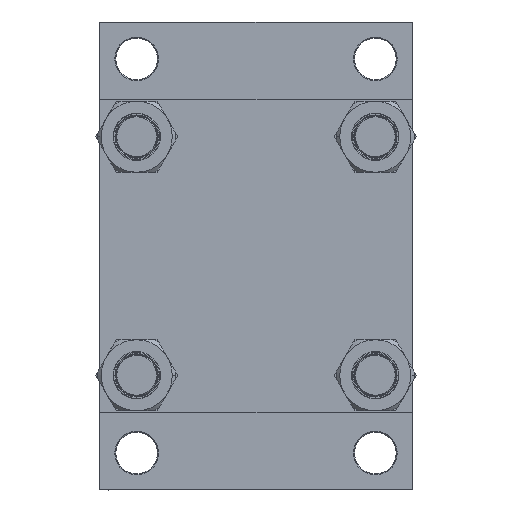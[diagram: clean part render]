
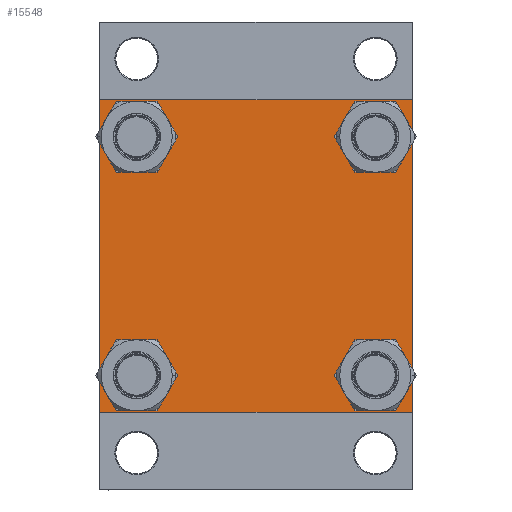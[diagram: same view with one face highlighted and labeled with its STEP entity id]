
A CAD part, left-side view. The second image highlights one B-rep face of the part: STEP entity #15548.
In plain terms, the highlighted planar face has unit normal (-1, 0, 0).
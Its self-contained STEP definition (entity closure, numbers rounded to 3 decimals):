
#31 = CARTESIAN_POINT ( 'NONE',  ( 0., -62.95, -62.95 ) ) ;
#95 = VERTEX_POINT ( 'NONE', #18945 ) ;
#740 = DIRECTION ( 'NONE',  ( 1., 0., 0. ) ) ;
#1284 = ORIENTED_EDGE ( 'NONE', *, *, #1980, .F. ) ;
#1385 = CIRCLE ( 'NONE', #19315, 11.5 ) ;
#1694 = DIRECTION ( 'NONE',  ( 0., 0., 1. ) ) ;
#1757 = CARTESIAN_POINT ( 'NONE',  ( 0., 62.95, -62.95 ) ) ;
#1980 = EDGE_CURVE ( 'NONE', #95, #41524, #29031, .T. ) ;
#2184 = ORIENTED_EDGE ( 'NONE', *, *, #5289, .T. ) ;
#2254 = DIRECTION ( 'NONE',  ( 1., 0., 0. ) ) ;
#2340 = EDGE_CURVE ( 'NONE', #14256, #23006, #44613, .T. ) ;
#2504 = VECTOR ( 'NONE', #39773, 1000. ) ;
#2555 = DIRECTION ( 'NONE',  ( 1., 0., 0. ) ) ;
#3058 = CARTESIAN_POINT ( 'NONE',  ( 0., 62.95, 62.95 ) ) ;
#3284 = LINE ( 'NONE', #37361, #29439 ) ;
#4005 = DIRECTION ( 'NONE',  ( 0., -1., 0. ) ) ;
#4233 = EDGE_CURVE ( 'NONE', #30336, #12493, #9260, .T. ) ;
#5092 = EDGE_LOOP ( 'NONE', ( #26856, #16687 ) ) ;
#5128 = VERTEX_POINT ( 'NONE', #37950 ) ;
#5289 = EDGE_CURVE ( 'NONE', #95, #12493, #35497, .T. ) ;
#5609 = FACE_BOUND ( 'NONE', #25308, .T. ) ;
#5736 = EDGE_CURVE ( 'NONE', #30336, #33358, #28420, .T. ) ;
#6088 = DIRECTION ( 'NONE',  ( 0., -1., 0. ) ) ;
#6220 = LINE ( 'NONE', #21084, #46518 ) ;
#8643 = ORIENTED_EDGE ( 'NONE', *, *, #36645, .T. ) ;
#8650 = ORIENTED_EDGE ( 'NONE', *, *, #28454, .T. ) ;
#8777 = CARTESIAN_POINT ( 'NONE',  ( 0., 0., 0. ) ) ;
#9020 = CARTESIAN_POINT ( 'NONE',  ( 0., -62.95, 62.95 ) ) ;
#9260 = LINE ( 'NONE', #46494, #36810 ) ;
#9300 = AXIS2_PLACEMENT_3D ( 'NONE', #29473, #26541, #41366 ) ;
#9937 = DIRECTION ( 'NONE',  ( 0., 0.707, 0.707 ) ) ;
#10076 = ORIENTED_EDGE ( 'NONE', *, *, #5736, .T. ) ;
#10409 = VECTOR ( 'NONE', #9937, 1000. ) ;
#12485 = ORIENTED_EDGE ( 'NONE', *, *, #18495, .T. ) ;
#12493 = VERTEX_POINT ( 'NONE', #19540 ) ;
#12919 = DIRECTION ( 'NONE',  ( -1., 0., 0. ) ) ;
#13076 = VERTEX_POINT ( 'NONE', #37970 ) ;
#13163 = PLANE ( 'NONE',  #43589 ) ;
#13251 = ORIENTED_EDGE ( 'NONE', *, *, #4233, .F. ) ;
#13398 = CARTESIAN_POINT ( 'NONE',  ( 0., 82.25, -82.25 ) ) ;
#13860 = ORIENTED_EDGE ( 'NONE', *, *, #37731, .T. ) ;
#13971 = CARTESIAN_POINT ( 'NONE',  ( 0., -62.95, 62.95 ) ) ;
#14256 = VERTEX_POINT ( 'NONE', #41736 ) ;
#14402 = VERTEX_POINT ( 'NONE', #36147 ) ;
#14903 = DIRECTION ( 'NONE',  ( 0., 0., 1. ) ) ;
#15179 = CIRCLE ( 'NONE', #22177, 11.5 ) ;
#15495 = CARTESIAN_POINT ( 'NONE',  ( 0., 82.5, -82. ) ) ;
#15548 = ADVANCED_FACE ( 'NONE', ( #27767, #38242, #42116, #5609, #35069 ), #13163, .T. ) ;
#16116 = EDGE_CURVE ( 'NONE', #13076, #17973, #47516, .T. ) ;
#16558 = DIRECTION ( 'NONE',  ( 0., -0.707, -0.707 ) ) ;
#16687 = ORIENTED_EDGE ( 'NONE', *, *, #16116, .T. ) ;
#17180 = DIRECTION ( 'NONE',  ( 0., -0.707, 0.707 ) ) ;
#17771 = EDGE_LOOP ( 'NONE', ( #32672, #8643 ) ) ;
#17941 = CARTESIAN_POINT ( 'NONE',  ( 0., 62.95, -51.45 ) ) ;
#17973 = VERTEX_POINT ( 'NONE', #17941 ) ;
#17994 = AXIS2_PLACEMENT_3D ( 'NONE', #1757, #2254, #24672 ) ;
#18495 = EDGE_CURVE ( 'NONE', #33358, #43973, #28345, .T. ) ;
#18762 = VERTEX_POINT ( 'NONE', #20095 ) ;
#18945 = CARTESIAN_POINT ( 'NONE',  ( 0., -82.5, 82. ) ) ;
#19315 = AXIS2_PLACEMENT_3D ( 'NONE', #31, #2555, #14903 ) ;
#19540 = CARTESIAN_POINT ( 'NONE',  ( 0., -82., 82.5 ) ) ;
#20095 = CARTESIAN_POINT ( 'NONE',  ( 0., 82., -82.5 ) ) ;
#20136 = DIRECTION ( 'NONE',  ( 0., 0.707, -0.707 ) ) ;
#20211 = VERTEX_POINT ( 'NONE', #35873 ) ;
#21084 = CARTESIAN_POINT ( 'NONE',  ( 0., -82.25, -82.25 ) ) ;
#22177 = AXIS2_PLACEMENT_3D ( 'NONE', #3058, #32775, #47606 ) ;
#22513 = CIRCLE ( 'NONE', #9300, 11.5 ) ;
#23006 = VERTEX_POINT ( 'NONE', #45871 ) ;
#23243 = CIRCLE ( 'NONE', #31021, 11.5 ) ;
#23299 = CARTESIAN_POINT ( 'NONE',  ( 0., 62.95, -62.95 ) ) ;
#23397 = DIRECTION ( 'NONE',  ( 0., 0., 1. ) ) ;
#23725 = AXIS2_PLACEMENT_3D ( 'NONE', #23299, #45200, #38144 ) ;
#23800 = VECTOR ( 'NONE', #16558, 1000. ) ;
#24069 = CARTESIAN_POINT ( 'NONE',  ( 0., -82.25, 82.25 ) ) ;
#24202 = DIRECTION ( 'NONE',  ( 1., 0., 0. ) ) ;
#24443 = ORIENTED_EDGE ( 'NONE', *, *, #30616, .T. ) ;
#24672 = DIRECTION ( 'NONE',  ( 0., 0., 1. ) ) ;
#24945 = CARTESIAN_POINT ( 'NONE',  ( 0., 82.5, 82.5 ) ) ;
#25011 = VECTOR ( 'NONE', #20136, 1000. ) ;
#25139 = CARTESIAN_POINT ( 'NONE',  ( 0., -82.5, 82.5 ) ) ;
#25308 = EDGE_LOOP ( 'NONE', ( #25446, #8650 ) ) ;
#25446 = ORIENTED_EDGE ( 'NONE', *, *, #42951, .T. ) ;
#26329 = CARTESIAN_POINT ( 'NONE',  ( 0., 82., 82.5 ) ) ;
#26395 = CARTESIAN_POINT ( 'NONE',  ( 0., 62.95, 51.45 ) ) ;
#26541 = DIRECTION ( 'NONE',  ( 1., 0., 0. ) ) ;
#26856 = ORIENTED_EDGE ( 'NONE', *, *, #28186, .T. ) ;
#27350 = CARTESIAN_POINT ( 'NONE',  ( 0., -82.5, -82. ) ) ;
#27445 = CARTESIAN_POINT ( 'NONE',  ( 0., 82.25, 82.25 ) ) ;
#27767 = FACE_BOUND ( 'NONE', #45665, .T. ) ;
#28186 = EDGE_CURVE ( 'NONE', #17973, #13076, #46271, .T. ) ;
#28300 = VECTOR ( 'NONE', #47755, 1000. ) ;
#28345 = LINE ( 'NONE', #24945, #2504 ) ;
#28420 = LINE ( 'NONE', #27445, #25011 ) ;
#28454 = EDGE_CURVE ( 'NONE', #47224, #5128, #15179, .T. ) ;
#29031 = LINE ( 'NONE', #25139, #28300 ) ;
#29439 = VECTOR ( 'NONE', #4005, 1000. ) ;
#29473 = CARTESIAN_POINT ( 'NONE',  ( 0., 62.95, 62.95 ) ) ;
#30336 = VERTEX_POINT ( 'NONE', #26329 ) ;
#30444 = EDGE_CURVE ( 'NONE', #14402, #20211, #43218, .T. ) ;
#30616 = EDGE_CURVE ( 'NONE', #43973, #18762, #46745, .T. ) ;
#30639 = DIRECTION ( 'NONE',  ( 0., 0., 1. ) ) ;
#31021 = AXIS2_PLACEMENT_3D ( 'NONE', #13971, #24202, #35885 ) ;
#31029 = CARTESIAN_POINT ( 'NONE',  ( 0., 82.5, 82. ) ) ;
#32672 = ORIENTED_EDGE ( 'NONE', *, *, #2340, .T. ) ;
#32775 = DIRECTION ( 'NONE',  ( 1., 0., 0. ) ) ;
#33129 = AXIS2_PLACEMENT_3D ( 'NONE', #9020, #740, #23397 ) ;
#33172 = CARTESIAN_POINT ( 'NONE',  ( 0., -82., -82.5 ) ) ;
#33358 = VERTEX_POINT ( 'NONE', #31029 ) ;
#34051 = DIRECTION ( 'NONE',  ( 1., 0., 0. ) ) ;
#35069 = FACE_OUTER_BOUND ( 'NONE', #36503, .T. ) ;
#35497 = LINE ( 'NONE', #24069, #10409 ) ;
#35873 = CARTESIAN_POINT ( 'NONE',  ( 0., -62.95, 74.45 ) ) ;
#35885 = DIRECTION ( 'NONE',  ( 0., 0., 1. ) ) ;
#36081 = ORIENTED_EDGE ( 'NONE', *, *, #39378, .T. ) ;
#36147 = CARTESIAN_POINT ( 'NONE',  ( 0., -62.95, 51.45 ) ) ;
#36503 = EDGE_LOOP ( 'NONE', ( #12485, #24443, #13860, #43162, #1284, #2184, #13251, #10076 ) ) ;
#36645 = EDGE_CURVE ( 'NONE', #23006, #14256, #1385, .T. ) ;
#36661 = EDGE_CURVE ( 'NONE', #47485, #41524, #6220, .T. ) ;
#36810 = VECTOR ( 'NONE', #6088, 1000. ) ;
#37361 = CARTESIAN_POINT ( 'NONE',  ( 0., 82.5, -82.5 ) ) ;
#37731 = EDGE_CURVE ( 'NONE', #18762, #47485, #3284, .T. ) ;
#37950 = CARTESIAN_POINT ( 'NONE',  ( 0., 62.95, 74.45 ) ) ;
#37970 = CARTESIAN_POINT ( 'NONE',  ( 0., 62.95, -74.45 ) ) ;
#38144 = DIRECTION ( 'NONE',  ( 0., 0., 1. ) ) ;
#38242 = FACE_BOUND ( 'NONE', #17771, .T. ) ;
#39378 = EDGE_CURVE ( 'NONE', #20211, #14402, #23243, .T. ) ;
#39773 = DIRECTION ( 'NONE',  ( 0., 0., -1. ) ) ;
#41366 = DIRECTION ( 'NONE',  ( 0., 0., 1. ) ) ;
#41524 = VERTEX_POINT ( 'NONE', #27350 ) ;
#41736 = CARTESIAN_POINT ( 'NONE',  ( 0., -62.95, -51.45 ) ) ;
#42116 = FACE_BOUND ( 'NONE', #5092, .T. ) ;
#42280 = AXIS2_PLACEMENT_3D ( 'NONE', #44757, #34051, #30639 ) ;
#42951 = EDGE_CURVE ( 'NONE', #5128, #47224, #22513, .T. ) ;
#43162 = ORIENTED_EDGE ( 'NONE', *, *, #36661, .T. ) ;
#43218 = CIRCLE ( 'NONE', #33129, 11.5 ) ;
#43589 = AXIS2_PLACEMENT_3D ( 'NONE', #8777, #12919, #1694 ) ;
#43925 = ORIENTED_EDGE ( 'NONE', *, *, #30444, .T. ) ;
#43973 = VERTEX_POINT ( 'NONE', #15495 ) ;
#44613 = CIRCLE ( 'NONE', #42280, 11.5 ) ;
#44757 = CARTESIAN_POINT ( 'NONE',  ( 0., -62.95, -62.95 ) ) ;
#45200 = DIRECTION ( 'NONE',  ( 1., 0., 0. ) ) ;
#45665 = EDGE_LOOP ( 'NONE', ( #36081, #43925 ) ) ;
#45871 = CARTESIAN_POINT ( 'NONE',  ( 0., -62.95, -74.45 ) ) ;
#46271 = CIRCLE ( 'NONE', #23725, 11.5 ) ;
#46494 = CARTESIAN_POINT ( 'NONE',  ( 0., 82.5, 82.5 ) ) ;
#46518 = VECTOR ( 'NONE', #17180, 1000. ) ;
#46745 = LINE ( 'NONE', #13398, #23800 ) ;
#47224 = VERTEX_POINT ( 'NONE', #26395 ) ;
#47485 = VERTEX_POINT ( 'NONE', #33172 ) ;
#47516 = CIRCLE ( 'NONE', #17994, 11.5 ) ;
#47606 = DIRECTION ( 'NONE',  ( 0., 0., 1. ) ) ;
#47755 = DIRECTION ( 'NONE',  ( 0., 0., -1. ) ) ;
